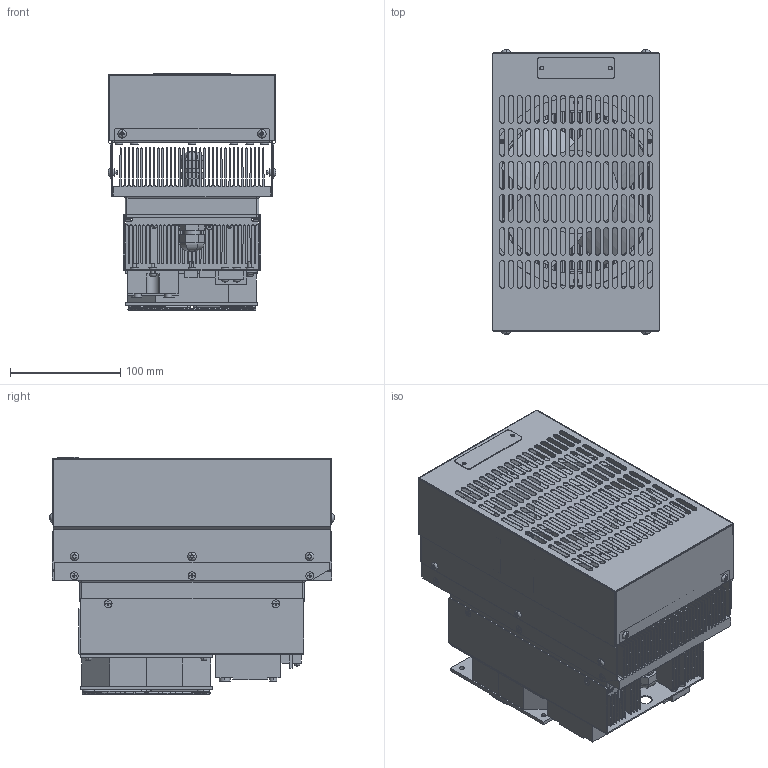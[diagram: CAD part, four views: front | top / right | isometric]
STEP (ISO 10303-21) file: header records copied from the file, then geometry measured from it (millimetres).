
FILE_DESCRIPTION (( 'STEP AP203' ), '1' );
FILE_NAME ('AHP-690.STEP', '2016-05-10T20:05:43', ( '' ), ( '' ), 'SwSTEP 2.0', 'SolidWorks 2016', '' );
FILE_SCHEMA (( 'CONFIG_CONTROL_DESIGN' ));
Length unit declared in the file: inch
Products named in the file (1): AHP-690
Bounding box: 152.45 x 258.06 x 215.63 mm (x, y, z)
Surface area: 1788386.1 mm2 (no closed solid volume)
Topology: 0 solids, 118 shells, 2968 faces, 7971 edges, 5278 vertices
Faces by surface type: plane 1630, cylinder 1138, cone 88, torus 82, bspline 30
Entity records: 99739 total; most frequent: CARTESIAN_POINT 24586, ORIENTED_EDGE 15812, DIRECTION 15198, EDGE_CURVE 7914, AXIS2_PLACEMENT_3D 5313, VERTEX_POINT 5276, LINE 4572, VECTOR 4572
